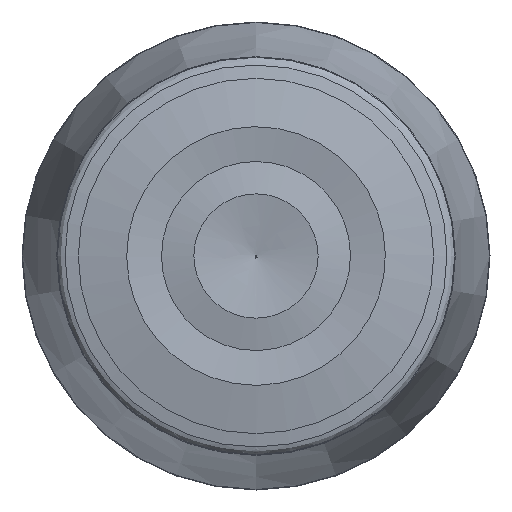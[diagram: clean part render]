
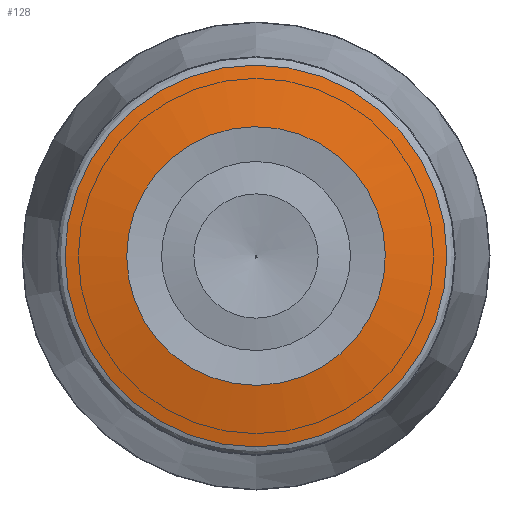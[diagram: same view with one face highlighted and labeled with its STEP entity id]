
A CAD part, left-side view. The second image highlights one B-rep face of the part: STEP entity #128.
In plain terms, the highlighted face is a revolution surface.
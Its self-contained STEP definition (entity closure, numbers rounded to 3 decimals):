
#26=SURFACE_OF_REVOLUTION('',#50,#38);
#38=AXIS1_PLACEMENT('',#708,#594);
#50=LINE('',#707,#59);
#59=VECTOR('',#593,7.257);
#128=ADVANCED_FACE('',(#186,#187),#26,.T.);
#186=FACE_BOUND('',#250,.T.);
#187=FACE_BOUND('',#251,.T.);
#250=EDGE_LOOP('',(#314));
#251=EDGE_LOOP('',(#315));
#314=ORIENTED_EDGE('',*,*,#391,.F.);
#315=ORIENTED_EDGE('',*,*,#387,.T.);
#355=VERTEX_POINT('',#694);
#359=VERTEX_POINT('',#706);
#387=EDGE_CURVE('',#355,#355,#419,.T.);
#391=EDGE_CURVE('',#359,#359,#423,.T.);
#419=CIRCLE('',#477,14.921);
#423=CIRCLE('',#481,22.032);
#477=AXIS2_PLACEMENT_3D('',#693,#579,#580);
#481=AXIS2_PLACEMENT_3D('',#705,#591,#592);
#579=DIRECTION('',(1.,0.,0.));
#580=DIRECTION('',(0.,0.,-1.));
#591=DIRECTION('',(1.,0.,0.));
#592=DIRECTION('',(0.,0.,-1.));
#593=DIRECTION('',(0.193,-0.981,0.));
#594=DIRECTION('',(1.,0.,0.));
#693=CARTESIAN_POINT('',(0.1,0.,0.));
#694=CARTESIAN_POINT('',(0.1,0.,-14.921));
#705=CARTESIAN_POINT('',(1.497,0.,0.));
#706=CARTESIAN_POINT('',(1.497,0.,-22.032));
#707=CARTESIAN_POINT('',(0.1,-14.888,1.));
#708=CARTESIAN_POINT('',(3.4,0.,0.));
